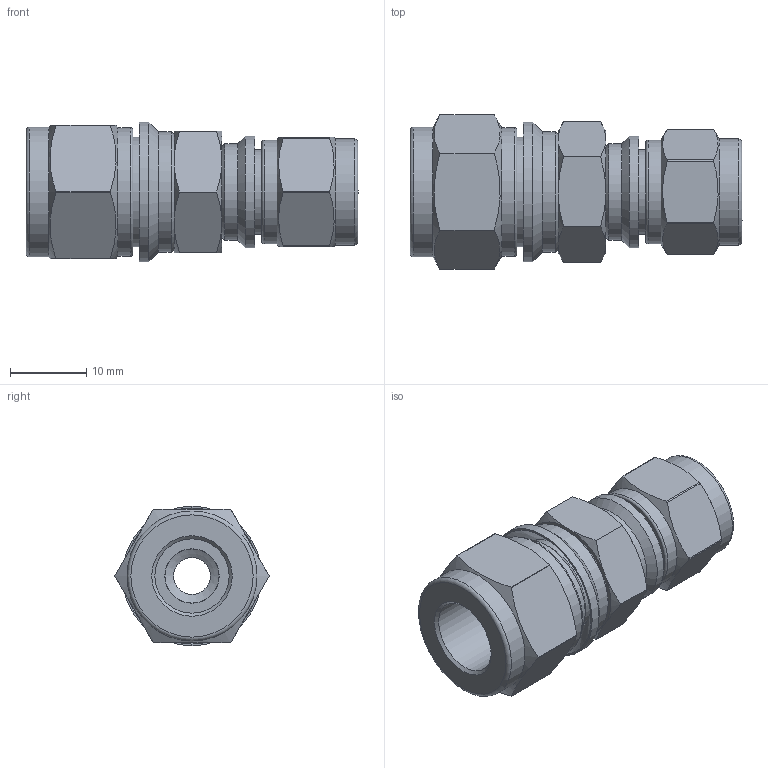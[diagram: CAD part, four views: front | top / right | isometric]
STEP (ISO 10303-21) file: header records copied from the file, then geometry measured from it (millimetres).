
FILE_DESCRIPTION(/* description */ (''),/* implementation_level */ '2;1');
FILE_NAME(/* name */ 'SRUI-6-4.stp',/* time_stamp */ '2022-06-20T11:57:34+09:00',/* author */ ('user'),/* organization */ (''),/* preprocessor_version */ 'ST-DEVELOPER v18.1',/* originating_system */ 'Autodesk Inventor 2022',/* authorisation */ '');
FILE_SCHEMA (('AUTOMOTIVE_DESIGN { 1 0 10303 214 3 1 1 }'));
Length unit declared in the file: millimetre
Products named in the file (1): SRU-6-4
Bounding box: 43.45 x 20.16 x 18.25 mm (x, y, z)
Volume: 6464.9 mm3; surface area: 4789.3 mm2
Topology: 1 solids, 1 shells, 94 faces, 222 edges, 141 vertices
Faces by surface type: plane 31, cylinder 30, cone 29, torus 4
Full cylindrical faces by diameter (mm): 4.826 x1, 6.55 x1, 7.112 x1, 9.4 x1, 9.73 x1, 10.1 x1, 11.113 x1, 12.5 x1, 12.6 x1, 13.05 x1, 13.6 x1, 13.9 x1, 14.28 x1, 14.6 x1, 15.8 x1, 16.8 x1, 17 x1, 18.25 x1
Entity records: 2712 total; most frequent: CARTESIAN_POINT 554, DIRECTION 461, ORIENTED_EDGE 444, EDGE_CURVE 222, AXIS2_PLACEMENT_3D 192, VERTEX_POINT 141, EDGE_LOOP 107, CIRCLE 97
